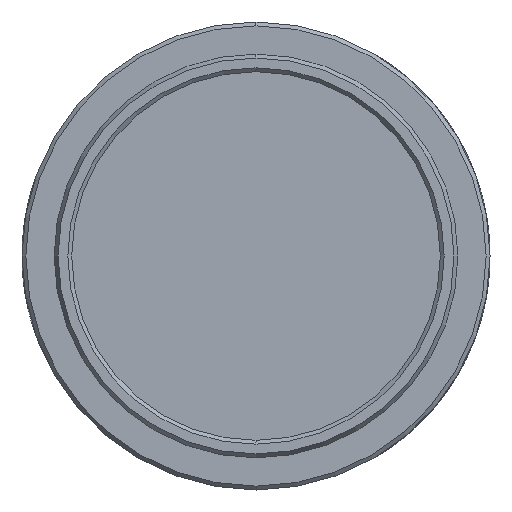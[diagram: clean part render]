
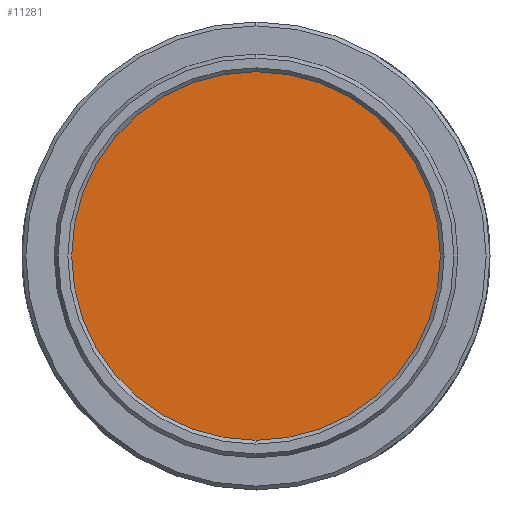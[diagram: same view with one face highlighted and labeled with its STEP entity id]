
A CAD part, left-side view. The second image highlights one B-rep face of the part: STEP entity #11281.
In plain terms, the highlighted planar face has unit normal (-1, 0, 0).
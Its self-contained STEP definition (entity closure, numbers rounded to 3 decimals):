
#6 = EDGE_CURVE ( 'NONE', #5487, #14642, #5344, .T. ) ;
#278 = CARTESIAN_POINT ( 'NONE',  ( -1.905, 0., 0. ) ) ;
#416 = ORIENTED_EDGE ( 'NONE', *, *, #15139, .F. ) ;
#572 = AXIS2_PLACEMENT_3D ( 'NONE', #278, #1427, #12257 ) ;
#1268 = CIRCLE ( 'NONE', #1289, 12.7 ) ;
#1289 = AXIS2_PLACEMENT_3D ( 'NONE', #3830, #12164, #5029 ) ;
#1427 = DIRECTION ( 'NONE',  ( 1., 0., 0. ) ) ;
#2250 = CARTESIAN_POINT ( 'NONE',  ( -1.905, 11.006, -6.337 ) ) ;
#3830 = CARTESIAN_POINT ( 'NONE',  ( -1.905, 0., 0. ) ) ;
#4523 = ORIENTED_EDGE ( 'NONE', *, *, #6, .F. ) ;
#4642 = DIRECTION ( 'NONE',  ( 0., -0.867, 0.499 ) ) ;
#5029 = DIRECTION ( 'NONE',  ( 0., -0.867, 0.499 ) ) ;
#5344 = CIRCLE ( 'NONE', #15192, 12.7 ) ;
#5392 = FACE_OUTER_BOUND ( 'NONE', #10627, .T. ) ;
#5487 = VERTEX_POINT ( 'NONE', #2250 ) ;
#5690 = CARTESIAN_POINT ( 'NONE',  ( -1.905, 0., 0. ) ) ;
#8502 = CARTESIAN_POINT ( 'NONE',  ( -1.905, -11.006, 6.337 ) ) ;
#9330 = DIRECTION ( 'NONE',  ( 1., 0., 0. ) ) ;
#10627 = EDGE_LOOP ( 'NONE', ( #416, #4523 ) ) ;
#11281 = ADVANCED_FACE ( 'NONE', ( #5392 ), #13353, .F. ) ;
#12164 = DIRECTION ( 'NONE',  ( 1., 0., 0. ) ) ;
#12257 = DIRECTION ( 'NONE',  ( 0., -0.867, 0.499 ) ) ;
#13353 = PLANE ( 'NONE',  #572 ) ;
#14642 = VERTEX_POINT ( 'NONE', #8502 ) ;
#15139 = EDGE_CURVE ( 'NONE', #14642, #5487, #1268, .T. ) ;
#15192 = AXIS2_PLACEMENT_3D ( 'NONE', #5690, #9330, #4642 ) ;
